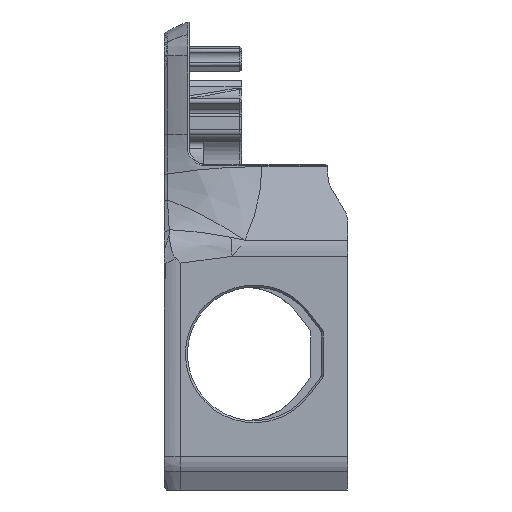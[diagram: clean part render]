
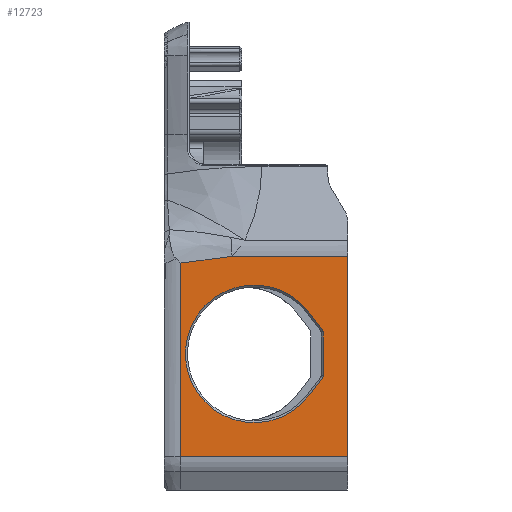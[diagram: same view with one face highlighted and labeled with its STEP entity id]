
A CAD part, front view. The second image highlights one B-rep face of the part: STEP entity #12723.
In plain terms, the highlighted planar face has unit normal (0, -1, 0).
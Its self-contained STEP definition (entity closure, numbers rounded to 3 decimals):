
#876=B_SPLINE_CURVE_WITH_KNOTS('',3,(#42485,#42486,#42487,#42488,#42489,
#42490,#42491,#42492,#42493,#42494,#42495,#42496,#42497,#42498,#42499,#42500,
#42501,#42502,#42503,#42504,#42505,#42506),.UNSPECIFIED.,.F.,.F.,(4,3,3,
3,3,3,3,4),(0.,0.003,0.003,0.005,
0.005,0.006,0.009,0.01),
 .UNSPECIFIED.);
#1490=LINE('',#42418,#2234);
#1492=LINE('',#42427,#2236);
#1496=LINE('',#42439,#2240);
#1499=LINE('',#42448,#2243);
#1567=LINE('',#43610,#2311);
#1568=LINE('',#43613,#2312);
#1569=LINE('',#43614,#2313);
#2234=VECTOR('',#15800,1000.);
#2236=VECTOR('',#15810,1000.);
#2240=VECTOR('',#15822,1000.);
#2243=VECTOR('',#15833,1000.);
#2311=VECTOR('',#16081,1000.);
#2312=VECTOR('',#16084,1000.);
#2313=VECTOR('',#16085,1000.);
#2682=FACE_BOUND('',#3944,.T.);
#3152=FACE_OUTER_BOUND('',#3943,.T.);
#3943=EDGE_LOOP('',(#10477,#10478,#10479,#10480,#10481));
#3944=EDGE_LOOP('',(#10482,#10483,#10484,#10485,#10486,#10487));
#4597=CIRCLE('',#13643,13.65);
#4598=CIRCLE('',#13646,0.8);
#4601=CIRCLE('',#13651,0.8);
#5604=VERTEX_POINT('',#42397);
#5605=VERTEX_POINT('',#42411);
#5608=VERTEX_POINT('',#42416);
#5610=VERTEX_POINT('',#42422);
#5611=VERTEX_POINT('',#42426);
#5613=VERTEX_POINT('',#42432);
#5615=VERTEX_POINT('',#42438);
#5617=VERTEX_POINT('',#42447);
#5618=VERTEX_POINT('',#42484);
#5710=VERTEX_POINT('',#43608);
#5711=VERTEX_POINT('',#43612);
#7215=EDGE_CURVE('',#5605,#5608,#1490,.T.);
#7217=EDGE_CURVE('',#5610,#5605,#4597,.T.);
#7219=EDGE_CURVE('',#5611,#5610,#1492,.T.);
#7222=EDGE_CURVE('',#5613,#5611,#4598,.T.);
#7225=EDGE_CURVE('',#5615,#5613,#1496,.T.);
#7229=EDGE_CURVE('',#5608,#5615,#4601,.T.);
#7230=EDGE_CURVE('',#5617,#5604,#1499,.T.);
#7233=EDGE_CURVE('',#5618,#5617,#876,.T.);
#7377=EDGE_CURVE('',#5604,#5710,#1567,.T.);
#7378=EDGE_CURVE('',#5711,#5710,#1568,.T.);
#7379=EDGE_CURVE('',#5711,#5618,#1569,.T.);
#10477=ORIENTED_EDGE('',*,*,#7378,.F.);
#10478=ORIENTED_EDGE('',*,*,#7379,.T.);
#10479=ORIENTED_EDGE('',*,*,#7233,.T.);
#10480=ORIENTED_EDGE('',*,*,#7230,.T.);
#10481=ORIENTED_EDGE('',*,*,#7377,.T.);
#10482=ORIENTED_EDGE('',*,*,#7229,.T.);
#10483=ORIENTED_EDGE('',*,*,#7225,.T.);
#10484=ORIENTED_EDGE('',*,*,#7222,.T.);
#10485=ORIENTED_EDGE('',*,*,#7219,.T.);
#10486=ORIENTED_EDGE('',*,*,#7217,.T.);
#10487=ORIENTED_EDGE('',*,*,#7215,.T.);
#12173=PLANE('',#13743);
#12723=ADVANCED_FACE('',(#3152,#2682),#12173,.F.);
#13643=AXIS2_PLACEMENT_3D('',#42423,#15805,#15806);
#13646=AXIS2_PLACEMENT_3D('',#42433,#15815,#15816);
#13651=AXIS2_PLACEMENT_3D('',#42445,#15829,#15830);
#13743=AXIS2_PLACEMENT_3D('',#43611,#16082,#16083);
#15800=DIRECTION('',(0.609,0.,-0.793));
#15805=DIRECTION('center_axis',(0.,1.,0.));
#15806=DIRECTION('ref_axis',(-1.,0.,0.));
#15810=DIRECTION('',(-0.609,0.,-0.793));
#15815=DIRECTION('center_axis',(0.,1.,0.));
#15816=DIRECTION('ref_axis',(-1.,0.,0.));
#15822=DIRECTION('',(0.,0.,-1.));
#15829=DIRECTION('center_axis',(0.,1.,0.));
#15830=DIRECTION('ref_axis',(-1.,0.,0.));
#15833=DIRECTION('',(0.,0.,-1.));
#16081=DIRECTION('',(1.,0.,0.));
#16082=DIRECTION('center_axis',(0.,1.,0.));
#16083=DIRECTION('ref_axis',(-1.,0.,0.));
#16084=DIRECTION('',(0.,0.,-1.));
#16085=DIRECTION('',(-1.,0.,0.));
#42397=CARTESIAN_POINT('',(-14.896,-26.5,-14.392));
#42411=CARTESIAN_POINT('',(10.489,-26.5,14.31));
#42416=CARTESIAN_POINT('',(13.145,-26.5,10.849));
#42418=CARTESIAN_POINT('',(-5.134,-26.5,34.67));
#42422=CARTESIAN_POINT('',(10.489,-26.5,-2.31));
#42423=CARTESIAN_POINT('Origin',(-0.34,-26.5,6.));
#42426=CARTESIAN_POINT('',(13.145,-26.5,1.151));
#42427=CARTESIAN_POINT('',(12.253,-26.5,-0.012));
#42432=CARTESIAN_POINT('',(13.31,-26.5,1.638));
#42433=CARTESIAN_POINT('Origin',(12.51,-26.5,1.638));
#42438=CARTESIAN_POINT('',(13.31,-26.5,10.362));
#42439=CARTESIAN_POINT('',(13.31,-26.5,24.));
#42445=CARTESIAN_POINT('Origin',(12.51,-26.5,10.362));
#42447=CARTESIAN_POINT('',(-14.896,-26.5,24.006));
#42448=CARTESIAN_POINT('',(-14.896,-26.5,-21.));
#42484=CARTESIAN_POINT('',(-4.728,-26.5,25.359));
#42485=CARTESIAN_POINT('Ctrl Pts',(-4.728,-26.5,
25.359));
#42486=CARTESIAN_POINT('Ctrl Pts',(-5.582,-26.5,
25.303));
#42487=CARTESIAN_POINT('Ctrl Pts',(-6.434,-26.5,25.225));
#42488=CARTESIAN_POINT('Ctrl Pts',(-7.284,-26.5,25.133));
#42489=CARTESIAN_POINT('Ctrl Pts',(-7.402,-26.5,
25.12));
#42490=CARTESIAN_POINT('Ctrl Pts',(-7.519,-26.5,
25.107));
#42491=CARTESIAN_POINT('Ctrl Pts',(-7.637,-26.5,
25.094));
#42492=CARTESIAN_POINT('Ctrl Pts',(-8.242,-26.5,
25.026));
#42493=CARTESIAN_POINT('Ctrl Pts',(-8.846,-26.5,
24.951));
#42494=CARTESIAN_POINT('Ctrl Pts',(-9.45,-26.5,
24.871));
#42495=CARTESIAN_POINT('Ctrl Pts',(-9.577,-26.5,
24.854));
#42496=CARTESIAN_POINT('Ctrl Pts',(-9.703,-26.5,
24.837));
#42497=CARTESIAN_POINT('Ctrl Pts',(-9.83,-26.5,
24.819));
#42498=CARTESIAN_POINT('Ctrl Pts',(-10.065,-26.5,
24.787));
#42499=CARTESIAN_POINT('Ctrl Pts',(-10.3,-26.5,24.754));
#42500=CARTESIAN_POINT('Ctrl Pts',(-10.534,-26.5,
24.72));
#42501=CARTESIAN_POINT('Ctrl Pts',(-11.701,-26.5,24.552));
#42502=CARTESIAN_POINT('Ctrl Pts',(-12.865,-26.5,24.366));
#42503=CARTESIAN_POINT('Ctrl Pts',(-14.025,-26.5,
24.163));
#42504=CARTESIAN_POINT('Ctrl Pts',(-14.316,-26.5,
24.112));
#42505=CARTESIAN_POINT('Ctrl Pts',(-14.606,-26.5,
24.059));
#42506=CARTESIAN_POINT('Ctrl Pts',(-14.896,-26.5,
24.006));
#43608=CARTESIAN_POINT('',(18.25,-26.5,-14.392));
#43610=CARTESIAN_POINT('',(15.96,-26.5,-14.392));
#43611=CARTESIAN_POINT('Origin',(-19.04,-26.5,24.));
#43612=CARTESIAN_POINT('',(18.25,-26.5,25.359));
#43613=CARTESIAN_POINT('',(18.25,-26.5,22.359));
#43614=CARTESIAN_POINT('',(15.96,-26.5,25.359));
